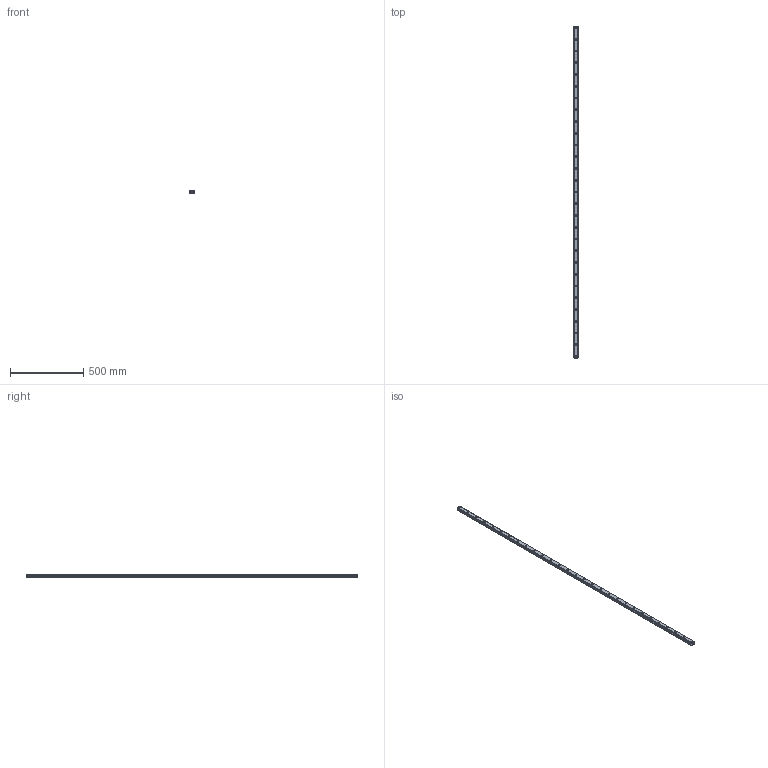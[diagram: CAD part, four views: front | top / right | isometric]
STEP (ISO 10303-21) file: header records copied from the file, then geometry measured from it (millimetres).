
FILE_DESCRIPTION(('STEP AP214'),'1');
FILE_NAME('cctmp_473FF86F-96F3-451F-84B4-04049D42269C_2021_02_10_10_48_56_0459..stp','2021-02-10T09:48:56',('HIWIN GmbH'),('CADClick - www.CADClick.com'),'Spatial InterOp 3D',' ','unknown authorization');
FILE_SCHEMA(('AUTOMOTIVE_DESIGN'));
Length unit declared in the file: millimetre
Products named in the file (1): EGR30R2260C_FILE
Bounding box: 28 x 2260 x 23 mm (x, y, z)
Volume: 1262540.3 mm3; surface area: 254529.7 mm2
Topology: 1 solids, 1 shells, 364 faces, 813 edges, 542 vertices
Faces by surface type: cylinder 192, plane 172
Entity records: 13197 total; most frequent: DIRECTION 1927, CARTESIAN_POINT 1720, ORIENTED_EDGE 1626, EDGE_CURVE 813, AXIS2_PLACEMENT_3D 749, VERTEX_POINT 542, EDGE_LOOP 455, LINE 429
